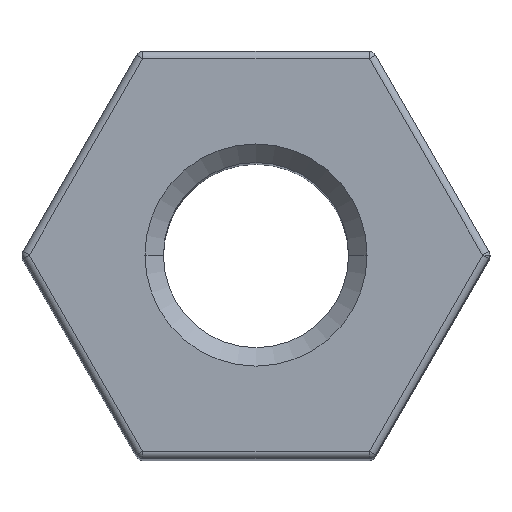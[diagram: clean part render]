
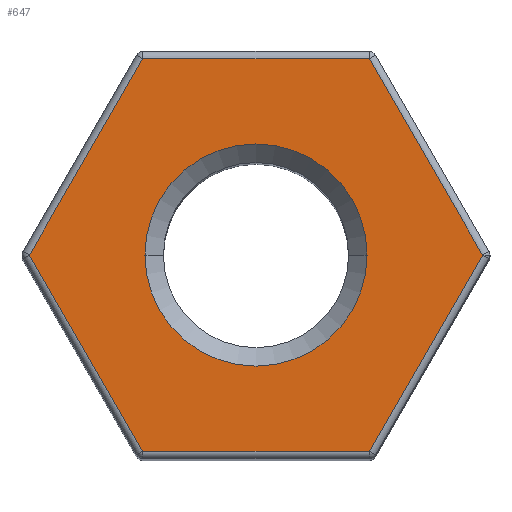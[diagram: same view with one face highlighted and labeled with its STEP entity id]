
A CAD part, top view. The second image highlights one B-rep face of the part: STEP entity #647.
In plain terms, the highlighted planar face has unit normal (0, 0, 1).
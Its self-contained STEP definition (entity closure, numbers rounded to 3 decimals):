
#24 = DIRECTION ( 'NONE',  ( 0., 0., -1. ) ) ;
#78 = CARTESIAN_POINT ( 'NONE',  ( 3.175, 0., 15. ) ) ;
#89 = CARTESIAN_POINT ( 'NONE',  ( -1.588, 2.65, 15. ) ) ;
#95 = CARTESIAN_POINT ( 'NONE',  ( 0., 0., 15. ) ) ;
#201 = DIRECTION ( 'NONE',  ( -1., 0., 0. ) ) ;
#204 = DIRECTION ( 'NONE',  ( 1., 0., 0. ) ) ;
#208 = VECTOR ( 'NONE', #816, 1000. ) ;
#210 = DIRECTION ( 'NONE',  ( 1., 0., 0. ) ) ;
#216 = ORIENTED_EDGE ( 'NONE', *, *, #335, .T. ) ;
#239 = FACE_BOUND ( 'NONE', #1252, .T. ) ;
#254 = CARTESIAN_POINT ( 'NONE',  ( 1.5, 0., 15. ) ) ;
#260 = AXIS2_PLACEMENT_3D ( 'NONE', #95, #827, #210 ) ;
#310 = VERTEX_POINT ( 'NONE', #971 ) ;
#332 = EDGE_CURVE ( 'NONE', #923, #1038, #542, .T. ) ;
#335 = EDGE_CURVE ( 'NONE', #1038, #499, #1029, .T. ) ;
#340 = EDGE_CURVE ( 'NONE', #499, #367, #1248, .T. ) ;
#345 = EDGE_CURVE ( 'NONE', #367, #708, #980, .T. ) ;
#349 = EDGE_CURVE ( 'NONE', #708, #310, #793, .T. ) ;
#350 = EDGE_CURVE ( 'NONE', #310, #923, #956, .T. ) ;
#353 = EDGE_CURVE ( 'NONE', #925, #1072, #739, .T. ) ;
#367 = VERTEX_POINT ( 'NONE', #743 ) ;
#412 = DIRECTION ( 'NONE',  ( 0., 0., 1. ) ) ;
#421 = CARTESIAN_POINT ( 'NONE',  ( -3.089, -0.05, 15. ) ) ;
#426 = DIRECTION ( 'NONE',  ( 0.5, -0.866, 0. ) ) ;
#429 = CARTESIAN_POINT ( 'NONE',  ( 1.501, 2.7, 15. ) ) ;
#464 = VECTOR ( 'NONE', #518, 1000. ) ;
#499 = VERTEX_POINT ( 'NONE', #1024 ) ;
#511 = CARTESIAN_POINT ( 'NONE',  ( -1.501, -2.7, 15. ) ) ;
#516 = VECTOR ( 'NONE', #898, 1000. ) ;
#518 = DIRECTION ( 'NONE',  ( -0.5, 0.866, 0. ) ) ;
#542 = LINE ( 'NONE', #89, #1003 ) ;
#610 = ORIENTED_EDGE ( 'NONE', *, *, #353, .T. ) ;
#647 = ADVANCED_FACE ( 'NONE', ( #998, #239 ), #722, .T. ) ;
#653 = CARTESIAN_POINT ( 'NONE',  ( 0., 0., 15. ) ) ;
#708 = VERTEX_POINT ( 'NONE', #748 ) ;
#722 = PLANE ( 'NONE',  #1222 ) ;
#733 = CARTESIAN_POINT ( 'NONE',  ( 1.588, -2.65, 15. ) ) ;
#739 = CIRCLE ( 'NONE', #260, 1.5 ) ;
#743 = CARTESIAN_POINT ( 'NONE',  ( -1.53, -2.65, 15. ) ) ;
#748 = CARTESIAN_POINT ( 'NONE',  ( 1.53, -2.65, 15. ) ) ;
#771 = DIRECTION ( 'NONE',  ( 1., 0., 0. ) ) ;
#774 = ORIENTED_EDGE ( 'NONE', *, *, #345, .T. ) ;
#793 = LINE ( 'NONE', #901, #208 ) ;
#797 = ORIENTED_EDGE ( 'NONE', *, *, #340, .T. ) ;
#816 = DIRECTION ( 'NONE',  ( 0.5, 0.866, 0. ) ) ;
#823 = EDGE_CURVE ( 'NONE', #1072, #925, #1135, .T. ) ;
#827 = DIRECTION ( 'NONE',  ( 0., 0., -1. ) ) ;
#858 = CARTESIAN_POINT ( 'NONE',  ( -1.53, 2.65, 15. ) ) ;
#898 = DIRECTION ( 'NONE',  ( -0.5, -0.866, 0. ) ) ;
#901 = CARTESIAN_POINT ( 'NONE',  ( 3.089, 0.05, 15. ) ) ;
#923 = VERTEX_POINT ( 'NONE', #1004 ) ;
#925 = VERTEX_POINT ( 'NONE', #1087 ) ;
#956 = LINE ( 'NONE', #429, #464 ) ;
#971 = CARTESIAN_POINT ( 'NONE',  ( 3.06, 0., 15. ) ) ;
#980 = LINE ( 'NONE', #733, #1186 ) ;
#985 = ORIENTED_EDGE ( 'NONE', *, *, #349, .T. ) ;
#998 = FACE_OUTER_BOUND ( 'NONE', #1094, .T. ) ;
#1003 = VECTOR ( 'NONE', #201, 1000. ) ;
#1004 = CARTESIAN_POINT ( 'NONE',  ( 1.53, 2.65, 15. ) ) ;
#1024 = CARTESIAN_POINT ( 'NONE',  ( -3.06, 0., 15. ) ) ;
#1029 = LINE ( 'NONE', #421, #516 ) ;
#1038 = VERTEX_POINT ( 'NONE', #858 ) ;
#1045 = DIRECTION ( 'NONE',  ( 1., 0., 0. ) ) ;
#1053 = ORIENTED_EDGE ( 'NONE', *, *, #823, .T. ) ;
#1072 = VERTEX_POINT ( 'NONE', #254 ) ;
#1087 = CARTESIAN_POINT ( 'NONE',  ( -1.5, 0., 15. ) ) ;
#1094 = EDGE_LOOP ( 'NONE', ( #1193, #216, #797, #774, #985, #1228 ) ) ;
#1134 = AXIS2_PLACEMENT_3D ( 'NONE', #653, #24, #771 ) ;
#1135 = CIRCLE ( 'NONE', #1134, 1.5 ) ;
#1186 = VECTOR ( 'NONE', #204, 1000. ) ;
#1193 = ORIENTED_EDGE ( 'NONE', *, *, #332, .T. ) ;
#1220 = VECTOR ( 'NONE', #426, 1000. ) ;
#1222 = AXIS2_PLACEMENT_3D ( 'NONE', #78, #412, #1045 ) ;
#1228 = ORIENTED_EDGE ( 'NONE', *, *, #350, .T. ) ;
#1248 = LINE ( 'NONE', #511, #1220 ) ;
#1252 = EDGE_LOOP ( 'NONE', ( #1053, #610 ) ) ;
